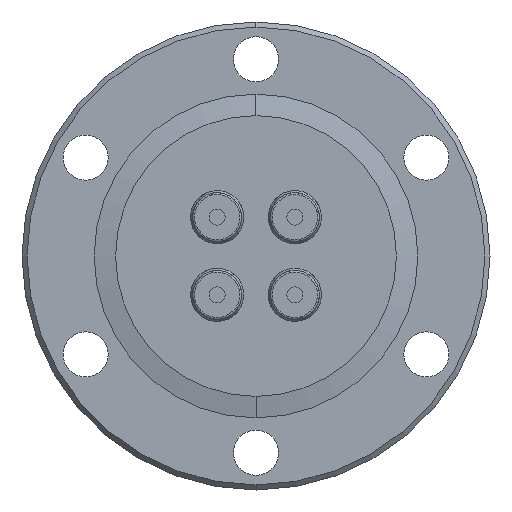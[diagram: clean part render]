
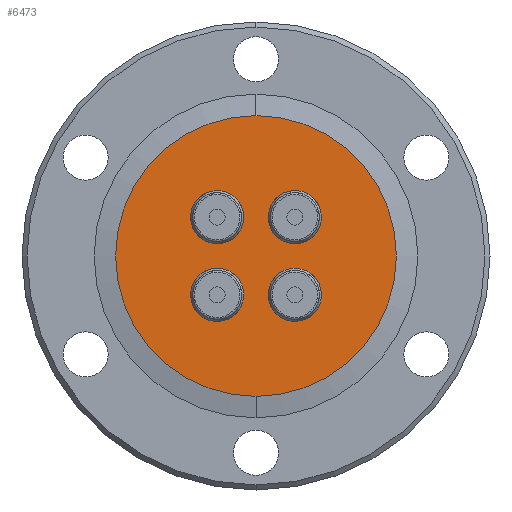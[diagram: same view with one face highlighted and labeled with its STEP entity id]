
A CAD part, front view. The second image highlights one B-rep face of the part: STEP entity #6473.
In plain terms, the highlighted planar face has unit normal (0, -1, 0).
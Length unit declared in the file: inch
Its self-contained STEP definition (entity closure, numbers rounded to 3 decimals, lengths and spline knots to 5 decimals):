
#374 = DIRECTION ( 'NONE',  ( 0.842, 0., 0.54 ) ) ;
#375 = DIRECTION ( 'NONE',  ( 0., -1., 0. ) ) ;
#376 = CARTESIAN_POINT ( 'NONE',  ( 0.2284, 0.72412, -0.2284 ) ) ;
#460 = DIRECTION ( 'NONE',  ( 0., 0., 1. ) ) ;
#461 = DIRECTION ( 'NONE',  ( 0., -1., 0. ) ) ;
#462 = CARTESIAN_POINT ( 'NONE',  ( 0., 0.72412, 0. ) ) ;
#711 = DIRECTION ( 'NONE',  ( -0.842, 0., -0.54 ) ) ;
#712 = DIRECTION ( 'NONE',  ( 0., -1., 0. ) ) ;
#713 = CARTESIAN_POINT ( 'NONE',  ( -0.2284, 0.72412, 0.2284 ) ) ;
#868 = CARTESIAN_POINT ( 'NONE',  ( 0., 0.72412, 0.825 ) ) ;
#911 = CARTESIAN_POINT ( 'NONE',  ( 0., 0.72412, -0.825 ) ) ;
#1100 = CARTESIAN_POINT ( 'NONE',  ( 0.14446, 0.72412, 0.3593 ) ) ;
#1149 = CARTESIAN_POINT ( 'NONE',  ( 0.31233, 0.72412, 0.09749 ) ) ;
#1207 = CARTESIAN_POINT ( 'NONE',  ( -0.3593, 0.72412, 0.14446 ) ) ;
#1235 = CARTESIAN_POINT ( 'NONE',  ( -0.09749, 0.72412, 0.31233 ) ) ;
#1259 = CARTESIAN_POINT ( 'NONE',  ( -0.14446, 0.72412, -0.3593 ) ) ;
#1287 = CARTESIAN_POINT ( 'NONE',  ( -0.31233, 0.72412, -0.09749 ) ) ;
#1575 = DIRECTION ( 'NONE',  ( 0.54, 0., -0.842 ) ) ;
#1580 = DIRECTION ( 'NONE',  ( 0., -1., 0. ) ) ;
#1588 = CARTESIAN_POINT ( 'NONE',  ( -0.2284, 0.72412, -0.2284 ) ) ;
#1668 = DIRECTION ( 'NONE',  ( -0.54, 0., 0.842 ) ) ;
#1669 = DIRECTION ( 'NONE',  ( 0., -1., 0. ) ) ;
#1671 = CARTESIAN_POINT ( 'NONE',  ( 0.2284, 0.72412, 0.2284 ) ) ;
#1795 = CARTESIAN_POINT ( 'NONE',  ( 0.3593, 0.72412, -0.14446 ) ) ;
#1810 = CARTESIAN_POINT ( 'NONE',  ( 0.09749, 0.72412, -0.31233 ) ) ;
#1946 = EDGE_CURVE ( 'NONE', #5116, #5088, #4561, .T. ) ;
#2021 = EDGE_CURVE ( 'NONE', #5240, #5241, #4420, .T. ) ;
#2045 = EDGE_CURVE ( 'NONE', #5344, #5331, #4383, .T. ) ;
#2312 = EDGE_CURVE ( 'NONE', #5036, #5064, #8486, .T. ) ;
#2313 = EDGE_CURVE ( 'NONE', #5147, #5170, #8469, .T. ) ;
#2315 = EDGE_CURVE ( 'NONE', #5241, #5240, #8471, .T. ) ;
#2316 = EDGE_CURVE ( 'NONE', #5088, #5116, #8465, .T. ) ;
#2317 = EDGE_CURVE ( 'NONE', #5331, #5344, #8467, .T. ) ;
#2464 = EDGE_CURVE ( 'NONE', #5170, #5147, #8235, .T. ) ;
#2668 = AXIS2_PLACEMENT_3D ( 'NONE', #1588, #1580, #1575 ) ;
#2677 = AXIS2_PLACEMENT_3D ( 'NONE', #1671, #1669, #1668 ) ;
#2774 = AXIS2_PLACEMENT_3D ( 'NONE', #7078, #7076, #7075 ) ;
#2775 = AXIS2_PLACEMENT_3D ( 'NONE', #7083, #7080, #7079 ) ;
#2776 = AXIS2_PLACEMENT_3D ( 'NONE', #7086, #7085, #7084 ) ;
#2778 = AXIS2_PLACEMENT_3D ( 'NONE', #7094, #7093, #7092 ) ;
#2780 = AXIS2_PLACEMENT_3D ( 'NONE', #7100, #7099, #7098 ) ;
#2891 = EDGE_LOOP ( 'NONE', ( #3487, #3849 ) ) ;
#2893 = EDGE_LOOP ( 'NONE', ( #3387, #4341 ) ) ;
#2895 = EDGE_LOOP ( 'NONE', ( #4322, #3607 ) ) ;
#2898 = EDGE_LOOP ( 'NONE', ( #3188, #3571 ) ) ;
#2906 = EDGE_LOOP ( 'NONE', ( #3889, #3355 ) ) ;
#3148 = AXIS2_PLACEMENT_3D ( 'NONE', #376, #375, #374 ) ;
#3188 = ORIENTED_EDGE ( 'NONE', *, *, #3485, .F. ) ;
#3202 = AXIS2_PLACEMENT_3D ( 'NONE', #462, #461, #460 ) ;
#3319 = AXIS2_PLACEMENT_3D ( 'NONE', #713, #712, #711 ) ;
#3355 = ORIENTED_EDGE ( 'NONE', *, *, #2317, .F. ) ;
#3387 = ORIENTED_EDGE ( 'NONE', *, *, #2315, .T. ) ;
#3485 = EDGE_CURVE ( 'NONE', #5064, #5036, #8211, .T. ) ;
#3487 = ORIENTED_EDGE ( 'NONE', *, *, #2464, .F. ) ;
#3571 = ORIENTED_EDGE ( 'NONE', *, *, #2312, .F. ) ;
#3607 = ORIENTED_EDGE ( 'NONE', *, *, #2316, .F. ) ;
#3849 = ORIENTED_EDGE ( 'NONE', *, *, #2313, .F. ) ;
#3889 = ORIENTED_EDGE ( 'NONE', *, *, #2045, .F. ) ;
#4322 = ORIENTED_EDGE ( 'NONE', *, *, #1946, .F. ) ;
#4341 = ORIENTED_EDGE ( 'NONE', *, *, #2021, .T. ) ;
#4383 = CIRCLE ( 'NONE', #3148, 0.1555 ) ;
#4420 = CIRCLE ( 'NONE', #3202, 0.825 ) ;
#4561 = CIRCLE ( 'NONE', #3319, 0.1555 ) ;
#5036 = VERTEX_POINT ( 'NONE', #1287 ) ;
#5064 = VERTEX_POINT ( 'NONE', #1259 ) ;
#5088 = VERTEX_POINT ( 'NONE', #1235 ) ;
#5116 = VERTEX_POINT ( 'NONE', #1207 ) ;
#5147 = VERTEX_POINT ( 'NONE', #1149 ) ;
#5170 = VERTEX_POINT ( 'NONE', #1100 ) ;
#5240 = VERTEX_POINT ( 'NONE', #911 ) ;
#5241 = VERTEX_POINT ( 'NONE', #868 ) ;
#5331 = VERTEX_POINT ( 'NONE', #1810 ) ;
#5344 = VERTEX_POINT ( 'NONE', #1795 ) ;
#6093 = DIRECTION ( 'NONE',  ( 0., 0., 1. ) ) ;
#6098 = PLANE ( 'NONE',  #7469 ) ;
#6103 = DIRECTION ( 'NONE',  ( 0., -1., 0. ) ) ;
#6105 = CARTESIAN_POINT ( 'NONE',  ( 0.825, 0.72412, 0. ) ) ;
#6473 = ADVANCED_FACE ( 'NONE', ( #7664, #7660, #7663, #7661, #7662 ), #6098, .T. ) ;
#7075 = DIRECTION ( 'NONE',  ( 0.842, 0., 0.54 ) ) ;
#7076 = DIRECTION ( 'NONE',  ( 0., -1., 0. ) ) ;
#7078 = CARTESIAN_POINT ( 'NONE',  ( 0.2284, 0.72412, -0.2284 ) ) ;
#7079 = DIRECTION ( 'NONE',  ( -0.842, 0., -0.54 ) ) ;
#7080 = DIRECTION ( 'NONE',  ( 0., -1., 0. ) ) ;
#7083 = CARTESIAN_POINT ( 'NONE',  ( -0.2284, 0.72412, 0.2284 ) ) ;
#7084 = DIRECTION ( 'NONE',  ( 0., 0., 1. ) ) ;
#7085 = DIRECTION ( 'NONE',  ( 0., -1., 0. ) ) ;
#7086 = CARTESIAN_POINT ( 'NONE',  ( 0., 0.72412, 0. ) ) ;
#7092 = DIRECTION ( 'NONE',  ( -0.54, 0., 0.842 ) ) ;
#7093 = DIRECTION ( 'NONE',  ( 0., -1., 0. ) ) ;
#7094 = CARTESIAN_POINT ( 'NONE',  ( 0.2284, 0.72412, 0.2284 ) ) ;
#7098 = DIRECTION ( 'NONE',  ( 0.54, 0., -0.842 ) ) ;
#7099 = DIRECTION ( 'NONE',  ( 0., -1., 0. ) ) ;
#7100 = CARTESIAN_POINT ( 'NONE',  ( -0.2284, 0.72412, -0.2284 ) ) ;
#7469 = AXIS2_PLACEMENT_3D ( 'NONE', #6105, #6103, #6093 ) ;
#7660 = FACE_BOUND ( 'NONE', #2891, .T. ) ;
#7661 = FACE_BOUND ( 'NONE', #2895, .T. ) ;
#7662 = FACE_BOUND ( 'NONE', #2906, .T. ) ;
#7663 = FACE_OUTER_BOUND ( 'NONE', #2893, .T. ) ;
#7664 = FACE_BOUND ( 'NONE', #2898, .T. ) ;
#8211 = CIRCLE ( 'NONE', #2668, 0.1555 ) ;
#8235 = CIRCLE ( 'NONE', #2677, 0.1555 ) ;
#8465 = CIRCLE ( 'NONE', #2775, 0.1555 ) ;
#8467 = CIRCLE ( 'NONE', #2774, 0.1555 ) ;
#8469 = CIRCLE ( 'NONE', #2778, 0.1555 ) ;
#8471 = CIRCLE ( 'NONE', #2776, 0.825 ) ;
#8486 = CIRCLE ( 'NONE', #2780, 0.1555 ) ;
